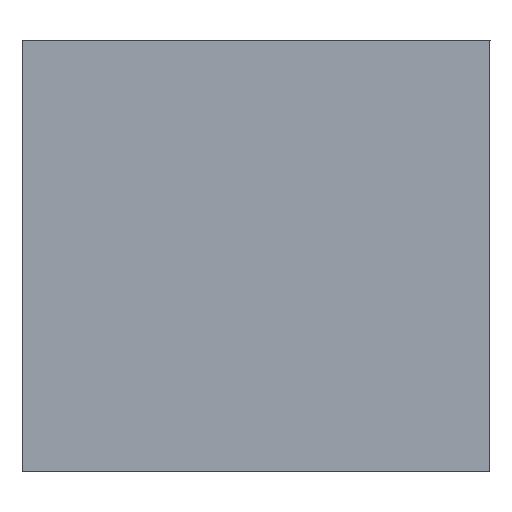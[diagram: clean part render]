
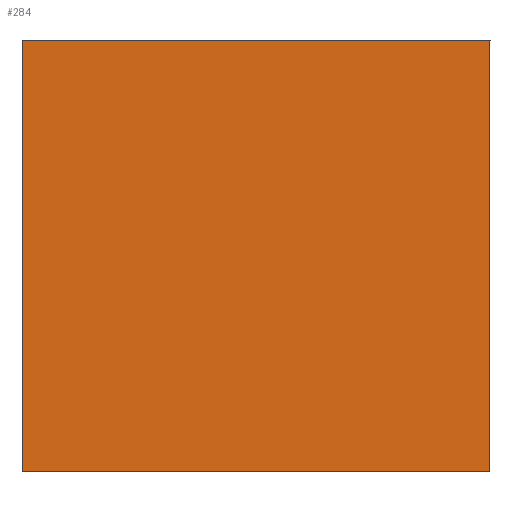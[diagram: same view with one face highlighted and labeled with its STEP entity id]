
A CAD part, front view. The second image highlights one B-rep face of the part: STEP entity #284.
In plain terms, the highlighted planar face has unit normal (0, -1, 0).
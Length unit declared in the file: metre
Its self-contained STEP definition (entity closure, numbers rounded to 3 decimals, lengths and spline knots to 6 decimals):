
#85=ORIENTED_EDGE('',*,*,#116,.T.);
#86=ORIENTED_EDGE('',*,*,#127,.T.);
#87=ORIENTED_EDGE('',*,*,#105,.F.);
#88=ORIENTED_EDGE('',*,*,#109,.F.);
#89=ORIENTED_EDGE('',*,*,#112,.T.);
#105=EDGE_CURVE('',#139,#141,#167,.T.);
#109=EDGE_CURVE('',#142,#139,#171,.T.);
#112=EDGE_CURVE('',#142,#144,#174,.T.);
#116=EDGE_CURVE('',#144,#148,#178,.T.);
#127=EDGE_CURVE('',#148,#141,#188,.T.);
#139=VERTEX_POINT('',#416);
#141=VERTEX_POINT('',#419);
#142=VERTEX_POINT('',#424);
#144=VERTEX_POINT('',#430);
#148=VERTEX_POINT('',#439);
#167=LINE('',#418,#203);
#171=LINE('',#426,#207);
#174=LINE('',#432,#210);
#178=LINE('',#440,#214);
#188=LINE('',#464,#224);
#203=VECTOR('',#339,1.);
#207=VECTOR('',#345,1.);
#210=VECTOR('',#350,1.);
#214=VECTOR('',#356,1.);
#224=VECTOR('',#378,1.);
#239=EDGE_LOOP('',(#85,#86,#87,#88,#89));
#254=FACE_BOUND('',#239,.T.);
#269=PLANE('',#312);
#284=ADVANCED_FACE('',(#254),#269,.T.);
#312=AXIS2_PLACEMENT_3D('',#465,#379,#380);
#339=DIRECTION('',(1.,0.,0.));
#345=DIRECTION('',(1.,0.,0.));
#350=DIRECTION('',(0.,0.,-1.));
#356=DIRECTION('',(1.,0.,0.));
#378=DIRECTION('',(0.,0.,1.));
#379=DIRECTION('',(0.,-1.,0.));
#380=DIRECTION('',(1.,0.,0.));
#416=CARTESIAN_POINT('',(0.088172,-0.003241,0.021409));
#418=CARTESIAN_POINT('',(0.088368,-0.003241,0.021408));
#419=CARTESIAN_POINT('',(0.088564,-0.003241,0.021408));
#424=CARTESIAN_POINT('',(0.085187,-0.003241,0.021409));
#426=CARTESIAN_POINT('',(0.088092,-0.003241,0.021409));
#430=CARTESIAN_POINT('',(0.085187,-0.003241,0.018291));
#432=CARTESIAN_POINT('',(0.085187,-0.003241,0.019875));
#439=CARTESIAN_POINT('',(0.088564,-0.003241,0.018291));
#440=CARTESIAN_POINT('',(0.0867,-0.003241,0.018291));
#464=CARTESIAN_POINT('',(0.088564,-0.003241,0.019875));
#465=CARTESIAN_POINT('',(0.086976,-0.003241,0.019875));
